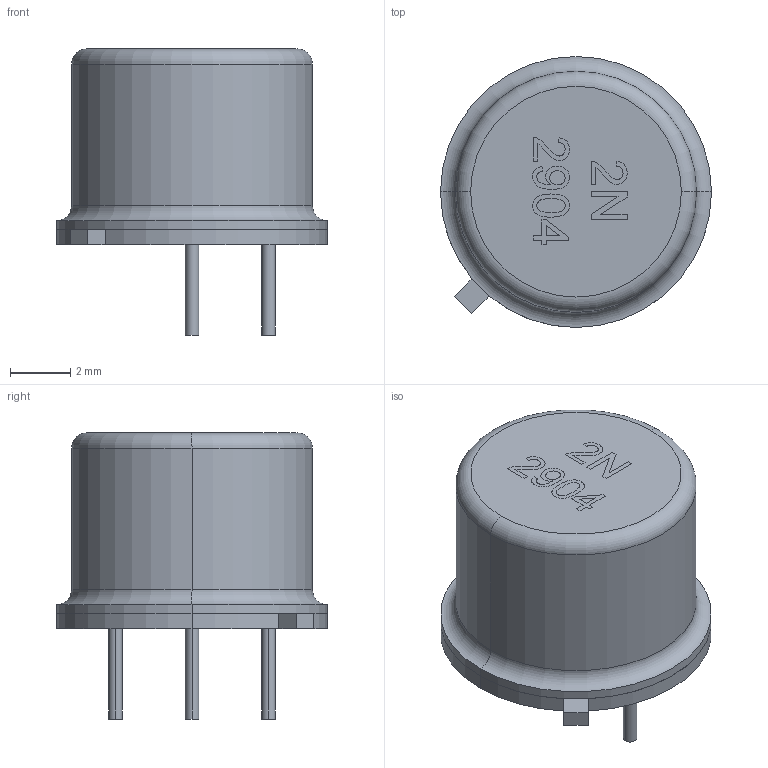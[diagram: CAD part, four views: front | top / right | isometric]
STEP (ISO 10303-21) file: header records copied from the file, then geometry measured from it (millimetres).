
FILE_DESCRIPTION (( 'STEP AP214' ), '1' );
FILE_NAME ('D65457B4-F199-4274-A128-CDE1DC937242.STEP', '2023-07-08T13:00:57', ( '' ), ( '' ), 'SwSTEP 2.0', 'SolidWorks 2022', '' );
FILE_SCHEMA (( 'AUTOMOTIVE_DESIGN' ));
Length unit declared in the file: millimetre
Products named in the file (1): D65457B4-F199-4274-A128-CDE1DC937242
Bounding box: 9 x 9 x 9.5 mm (x, y, z)
Volume: 338.9 mm3; surface area: 425.8 mm2
Topology: 4 solids, 4 shells, 44 faces, 140 edges, 116 vertices
Faces by surface type: plane 23, cylinder 13, torus 8
Entity records: 2641 total; most frequent: CARTESIAN_POINT 970, ORIENTED_EDGE 280, DIRECTION 233, EDGE_CURVE 140, VERTEX_POINT 116, AXIS2_PLACEMENT_3D 89, EDGE_LOOP 56, LINE 55
